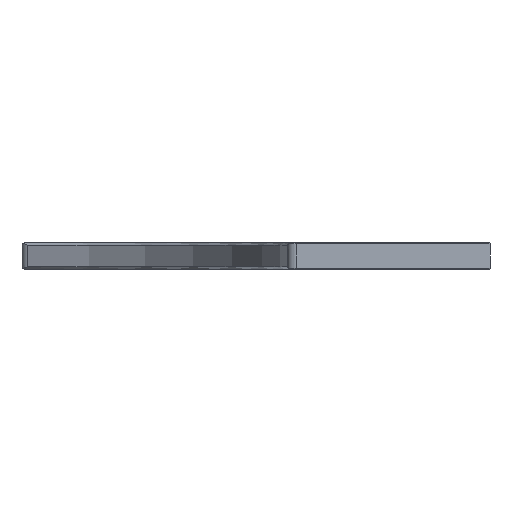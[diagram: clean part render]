
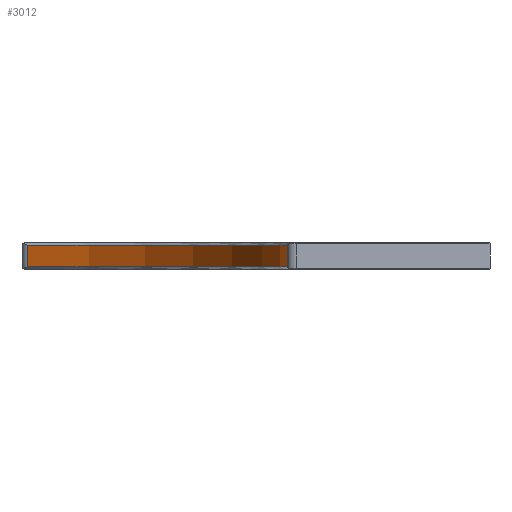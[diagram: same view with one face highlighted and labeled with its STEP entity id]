
A CAD part, front view. The second image highlights one B-rep face of the part: STEP entity #3012.
In plain terms, the highlighted cylindrical face has radius 139.827 mm (diameter 279.654 mm), a partial arc.
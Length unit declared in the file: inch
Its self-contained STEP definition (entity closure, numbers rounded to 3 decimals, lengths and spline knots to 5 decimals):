
#301 = CARTESIAN_POINT ( 'NONE',  ( 5.50364, 0.12222, -0.031 ) ) ;
#326 = CARTESIAN_POINT ( 'NONE',  ( 0., 0., -0.3425 ) ) ;
#426 = CARTESIAN_POINT ( 'NONE',  ( 5.50364, 0.12222, -0.3425 ) ) ;
#496 = EDGE_CURVE ( 'NONE', #5560, #4504, #5614, .T. ) ;
#526 = CARTESIAN_POINT ( 'NONE',  ( 0., 0., -0.031 ) ) ;
#578 = CARTESIAN_POINT ( 'NONE',  ( 0., 0., -0.3735 ) ) ;
#720 = ORIENTED_EDGE ( 'NONE', *, *, #496, .T. ) ;
#784 = AXIS2_PLACEMENT_3D ( 'NONE', #326, #3658, #1407 ) ;
#807 = VERTEX_POINT ( 'NONE', #5239 ) ;
#1068 = CYLINDRICAL_SURFACE ( 'NONE', #1536, 5.505 ) ;
#1407 = DIRECTION ( 'NONE',  ( 1., 0., 0. ) ) ;
#1454 = VECTOR ( 'NONE', #6310, 39.37008 ) ;
#1536 = AXIS2_PLACEMENT_3D ( 'NONE', #578, #1625, #5436 ) ;
#1625 = DIRECTION ( 'NONE',  ( 0., 0., 1. ) ) ;
#1732 = VECTOR ( 'NONE', #6127, 39.37008 ) ;
#2665 = EDGE_CURVE ( 'NONE', #807, #5560, #5047, .T. ) ;
#2735 = DIRECTION ( 'NONE',  ( 0., 0., 1. ) ) ;
#2792 = CIRCLE ( 'NONE', #5505, 5.505 ) ;
#2809 = VERTEX_POINT ( 'NONE', #301 ) ;
#3012 = ADVANCED_FACE ( 'NONE', ( #6013 ), #1068, .F. ) ;
#3055 = LINE ( 'NONE', #5093, #1454 ) ;
#3634 = ORIENTED_EDGE ( 'NONE', *, *, #4847, .T. ) ;
#3658 = DIRECTION ( 'NONE',  ( 0., 0., -1. ) ) ;
#3932 = ORIENTED_EDGE ( 'NONE', *, *, #4624, .T. ) ;
#4504 = VERTEX_POINT ( 'NONE', #426 ) ;
#4624 = EDGE_CURVE ( 'NONE', #2809, #807, #2792, .T. ) ;
#4847 = EDGE_CURVE ( 'NONE', #4504, #2809, #3055, .T. ) ;
#5047 = LINE ( 'NONE', #6549, #1732 ) ;
#5093 = CARTESIAN_POINT ( 'NONE',  ( 5.50364, 0.12222, -0.3735 ) ) ;
#5239 = CARTESIAN_POINT ( 'NONE',  ( 1.81696, 5.19651, -0.031 ) ) ;
#5425 = DIRECTION ( 'NONE',  ( 1., 0., 0. ) ) ;
#5436 = DIRECTION ( 'NONE',  ( 1., 0., 0. ) ) ;
#5505 = AXIS2_PLACEMENT_3D ( 'NONE', #526, #2735, #5425 ) ;
#5560 = VERTEX_POINT ( 'NONE', #6677 ) ;
#5614 = CIRCLE ( 'NONE', #784, 5.505 ) ;
#6003 = ORIENTED_EDGE ( 'NONE', *, *, #2665, .T. ) ;
#6013 = FACE_OUTER_BOUND ( 'NONE', #6719, .T. ) ;
#6127 = DIRECTION ( 'NONE',  ( 0., 0., -1. ) ) ;
#6310 = DIRECTION ( 'NONE',  ( 0., 0., 1. ) ) ;
#6549 = CARTESIAN_POINT ( 'NONE',  ( 1.81696, 5.19651, -0.3735 ) ) ;
#6677 = CARTESIAN_POINT ( 'NONE',  ( 1.81696, 5.19651, -0.3425 ) ) ;
#6719 = EDGE_LOOP ( 'NONE', ( #3932, #6003, #720, #3634 ) ) ;
